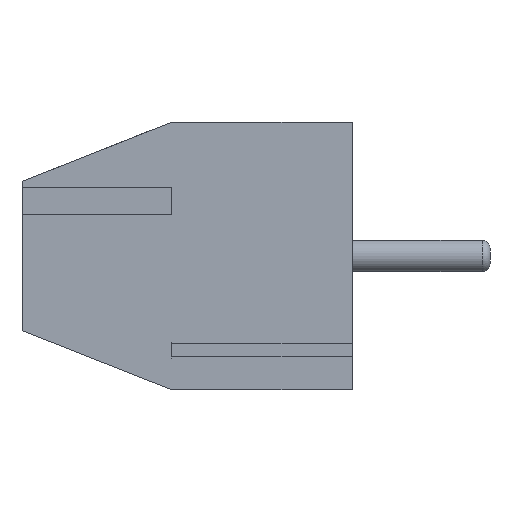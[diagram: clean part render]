
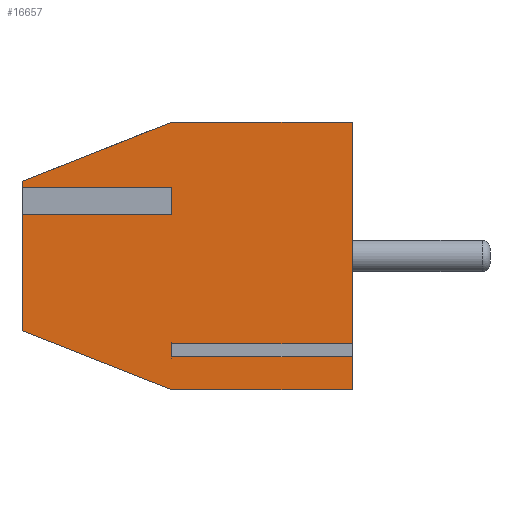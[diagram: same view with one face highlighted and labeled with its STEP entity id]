
A CAD part, left-side view. The second image highlights one B-rep face of the part: STEP entity #16657.
In plain terms, the highlighted planar face has unit normal (-1, 0, 0).
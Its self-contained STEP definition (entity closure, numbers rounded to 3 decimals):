
#91 = CARTESIAN_POINT ( 'NONE',  ( 0., 0., 0. ) ) ;
#121 = EDGE_CURVE ( 'NONE', #5873, #38388, #11724, .T. ) ;
#177 = DIRECTION ( 'NONE',  ( 0., 0., 1. ) ) ;
#961 = EDGE_CURVE ( 'NONE', #18957, #28113, #13664, .T. ) ;
#1333 = VERTEX_POINT ( 'NONE', #20105 ) ;
#1875 = EDGE_LOOP ( 'NONE', ( #7113, #19966, #34097, #25851, #31739, #24235, #12061, #17253, #24215, #28846, #14655, #7847, #14638, #29551 ) ) ;
#2568 = CARTESIAN_POINT ( 'NONE',  ( 0., 4.6, 4.968 ) ) ;
#2677 = VECTOR ( 'NONE', #21449, 1000. ) ;
#3715 = CARTESIAN_POINT ( 'NONE',  ( 0., 8.4, 1.5 ) ) ;
#4120 = CARTESIAN_POINT ( 'NONE',  ( 0., 0., 6.8 ) ) ;
#4561 = VECTOR ( 'NONE', #33036, 1000. ) ;
#4708 = VECTOR ( 'NONE', #34856, 1000. ) ;
#4985 = EDGE_CURVE ( 'NONE', #18131, #5873, #27359, .T. ) ;
#5805 = CARTESIAN_POINT ( 'NONE',  ( 0., 0., 1.168 ) ) ;
#5873 = VERTEX_POINT ( 'NONE', #36774 ) ;
#5924 = LINE ( 'NONE', #23198, #31129 ) ;
#7113 = ORIENTED_EDGE ( 'NONE', *, *, #121, .T. ) ;
#7694 = EDGE_CURVE ( 'NONE', #31251, #9061, #26394, .T. ) ;
#7847 = ORIENTED_EDGE ( 'NONE', *, *, #7694, .T. ) ;
#8169 = CARTESIAN_POINT ( 'NONE',  ( 0., 0., 6.8 ) ) ;
#8366 = VECTOR ( 'NONE', #17733, 1000. ) ;
#8485 = DIRECTION ( 'NONE',  ( 1., 0., 0. ) ) ;
#8758 = CARTESIAN_POINT ( 'NONE',  ( 0., 8.4, 6.8 ) ) ;
#8892 = CARTESIAN_POINT ( 'NONE',  ( 0., 8.4, 4.632 ) ) ;
#9014 = DIRECTION ( 'NONE',  ( 0., -1., 0. ) ) ;
#9061 = VERTEX_POINT ( 'NONE', #30350 ) ;
#9604 = CARTESIAN_POINT ( 'NONE',  ( 0., 4.6, 6.8 ) ) ;
#9767 = VERTEX_POINT ( 'NONE', #2568 ) ;
#9784 = LINE ( 'NONE', #4120, #20959 ) ;
#10563 = LINE ( 'NONE', #11895, #4708 ) ;
#11673 = LINE ( 'NONE', #17687, #22426 ) ;
#11724 = LINE ( 'NONE', #20628, #8366 ) ;
#11895 = CARTESIAN_POINT ( 'NONE',  ( 0., 8.4, 1.5 ) ) ;
#12061 = ORIENTED_EDGE ( 'NONE', *, *, #23256, .T. ) ;
#12472 = EDGE_CURVE ( 'NONE', #1333, #28360, #10563, .T. ) ;
#13664 = LINE ( 'NONE', #33344, #2677 ) ;
#13897 = LINE ( 'NONE', #25693, #28690 ) ;
#14028 = VERTEX_POINT ( 'NONE', #18880 ) ;
#14051 = EDGE_CURVE ( 'NONE', #38388, #34637, #9784, .T. ) ;
#14638 = ORIENTED_EDGE ( 'NONE', *, *, #17789, .F. ) ;
#14655 = ORIENTED_EDGE ( 'NONE', *, *, #22624, .T. ) ;
#15695 = CARTESIAN_POINT ( 'NONE',  ( 0., 0., 6.8 ) ) ;
#15768 = DIRECTION ( 'NONE',  ( 0., -1., 0. ) ) ;
#16515 = EDGE_CURVE ( 'NONE', #18715, #14028, #29460, .T. ) ;
#16657 = ADVANCED_FACE ( 'NONE', ( #24320 ), #32193, .F. ) ;
#17253 = ORIENTED_EDGE ( 'NONE', *, *, #16515, .F. ) ;
#17591 = CARTESIAN_POINT ( 'NONE',  ( 0., 8.4, 6.8 ) ) ;
#17687 = CARTESIAN_POINT ( 'NONE',  ( 0., 8.4, 6.8 ) ) ;
#17733 = DIRECTION ( 'NONE',  ( 0., -1., 0. ) ) ;
#17789 = EDGE_CURVE ( 'NONE', #18131, #9061, #5924, .T. ) ;
#17856 = VERTEX_POINT ( 'NONE', #36257 ) ;
#18131 = VERTEX_POINT ( 'NONE', #33092 ) ;
#18715 = VERTEX_POINT ( 'NONE', #8892 ) ;
#18880 = CARTESIAN_POINT ( 'NONE',  ( 0., 4.6, 4.632 ) ) ;
#18957 = VERTEX_POINT ( 'NONE', #20620 ) ;
#19018 = DIRECTION ( 'NONE',  ( 0., 0., -1. ) ) ;
#19272 = LINE ( 'NONE', #28184, #21326 ) ;
#19299 = EDGE_CURVE ( 'NONE', #17856, #9767, #22544, .T. ) ;
#19301 = EDGE_CURVE ( 'NONE', #17856, #18957, #32454, .T. ) ;
#19966 = ORIENTED_EDGE ( 'NONE', *, *, #14051, .T. ) ;
#20105 = CARTESIAN_POINT ( 'NONE',  ( 0., 4.6, 0. ) ) ;
#20620 = CARTESIAN_POINT ( 'NONE',  ( 0., 8.4, 5.3 ) ) ;
#20628 = CARTESIAN_POINT ( 'NONE',  ( 0., 4.6, 1.168 ) ) ;
#20757 = EDGE_CURVE ( 'NONE', #28113, #34637, #13897, .T. ) ;
#20959 = VECTOR ( 'NONE', #36595, 1000. ) ;
#21326 = VECTOR ( 'NONE', #15768, 1000. ) ;
#21449 = DIRECTION ( 'NONE',  ( 0., -0.93, 0.367 ) ) ;
#22426 = VECTOR ( 'NONE', #29323, 1000. ) ;
#22544 = LINE ( 'NONE', #34431, #28722 ) ;
#22624 = EDGE_CURVE ( 'NONE', #1333, #31251, #19272, .T. ) ;
#23198 = CARTESIAN_POINT ( 'NONE',  ( 0., 4.6, 0.832 ) ) ;
#23256 = EDGE_CURVE ( 'NONE', #9767, #14028, #28140, .T. ) ;
#24215 = ORIENTED_EDGE ( 'NONE', *, *, #31702, .F. ) ;
#24235 = ORIENTED_EDGE ( 'NONE', *, *, #19299, .T. ) ;
#24320 = FACE_OUTER_BOUND ( 'NONE', #1875, .T. ) ;
#25693 = CARTESIAN_POINT ( 'NONE',  ( 0., 8.4, 6.8 ) ) ;
#25851 = ORIENTED_EDGE ( 'NONE', *, *, #961, .F. ) ;
#26394 = LINE ( 'NONE', #8169, #36838 ) ;
#27359 = LINE ( 'NONE', #33222, #30899 ) ;
#28113 = VERTEX_POINT ( 'NONE', #9604 ) ;
#28140 = LINE ( 'NONE', #33800, #36924 ) ;
#28184 = CARTESIAN_POINT ( 'NONE',  ( 0., 8.4, 0. ) ) ;
#28360 = VERTEX_POINT ( 'NONE', #3715 ) ;
#28690 = VECTOR ( 'NONE', #9014, 1000. ) ;
#28722 = VECTOR ( 'NONE', #38517, 1000. ) ;
#28846 = ORIENTED_EDGE ( 'NONE', *, *, #12472, .F. ) ;
#29311 = DIRECTION ( 'NONE',  ( 0., 0., 1. ) ) ;
#29323 = DIRECTION ( 'NONE',  ( 0., 0., 1. ) ) ;
#29460 = LINE ( 'NONE', #38484, #29731 ) ;
#29551 = ORIENTED_EDGE ( 'NONE', *, *, #4985, .T. ) ;
#29731 = VECTOR ( 'NONE', #35734, 1000. ) ;
#30350 = CARTESIAN_POINT ( 'NONE',  ( 0., 0., 0.832 ) ) ;
#30899 = VECTOR ( 'NONE', #177, 1000. ) ;
#31129 = VECTOR ( 'NONE', #35108, 1000. ) ;
#31251 = VERTEX_POINT ( 'NONE', #91 ) ;
#31702 = EDGE_CURVE ( 'NONE', #28360, #18715, #11673, .T. ) ;
#31739 = ORIENTED_EDGE ( 'NONE', *, *, #19301, .F. ) ;
#32193 = PLANE ( 'NONE',  #34741 ) ;
#32454 = LINE ( 'NONE', #8758, #4561 ) ;
#33036 = DIRECTION ( 'NONE',  ( 0., 0., 1. ) ) ;
#33092 = CARTESIAN_POINT ( 'NONE',  ( 0., 4.6, 0.832 ) ) ;
#33222 = CARTESIAN_POINT ( 'NONE',  ( 0., 4.6, 0.832 ) ) ;
#33344 = CARTESIAN_POINT ( 'NONE',  ( 0., 8.4, 5.3 ) ) ;
#33800 = CARTESIAN_POINT ( 'NONE',  ( 0., 4.6, 4.968 ) ) ;
#34097 = ORIENTED_EDGE ( 'NONE', *, *, #20757, .F. ) ;
#34431 = CARTESIAN_POINT ( 'NONE',  ( 0., 8.4, 4.968 ) ) ;
#34637 = VERTEX_POINT ( 'NONE', #15695 ) ;
#34741 = AXIS2_PLACEMENT_3D ( 'NONE', #17591, #8485, #38240 ) ;
#34856 = DIRECTION ( 'NONE',  ( 0., 0.93, 0.367 ) ) ;
#35108 = DIRECTION ( 'NONE',  ( 0., -1., 0. ) ) ;
#35734 = DIRECTION ( 'NONE',  ( 0., -1., 0. ) ) ;
#36257 = CARTESIAN_POINT ( 'NONE',  ( 0., 8.4, 4.968 ) ) ;
#36595 = DIRECTION ( 'NONE',  ( 0., 0., 1. ) ) ;
#36774 = CARTESIAN_POINT ( 'NONE',  ( 0., 4.6, 1.168 ) ) ;
#36838 = VECTOR ( 'NONE', #29311, 1000. ) ;
#36924 = VECTOR ( 'NONE', #19018, 1000. ) ;
#38240 = DIRECTION ( 'NONE',  ( 0., 0., -1. ) ) ;
#38388 = VERTEX_POINT ( 'NONE', #5805 ) ;
#38484 = CARTESIAN_POINT ( 'NONE',  ( 0., 8.4, 4.632 ) ) ;
#38517 = DIRECTION ( 'NONE',  ( 0., -1., 0. ) ) ;
